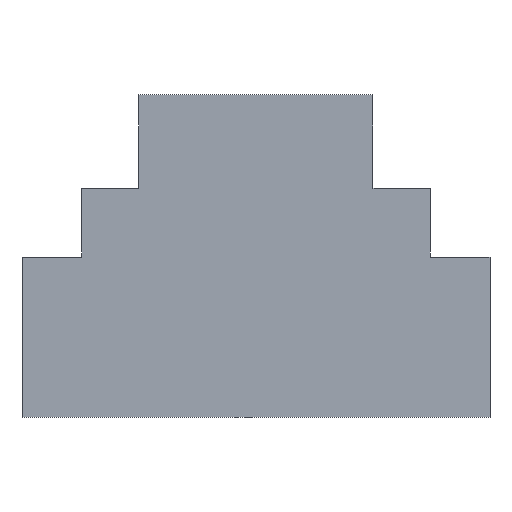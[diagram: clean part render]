
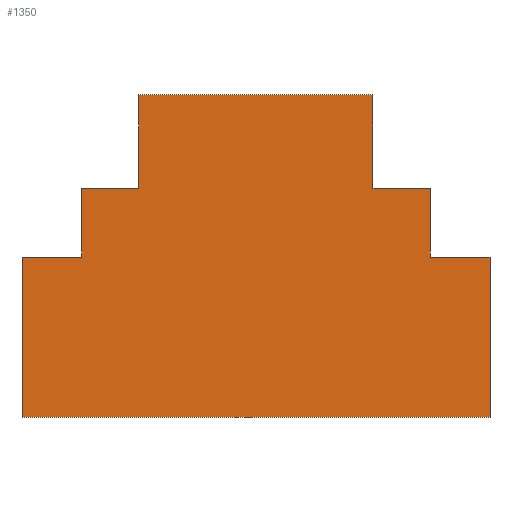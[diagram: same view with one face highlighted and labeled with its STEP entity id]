
A CAD part, left-side view. The second image highlights one B-rep face of the part: STEP entity #1350.
In plain terms, the highlighted planar face has unit normal (-1, 0, 0).
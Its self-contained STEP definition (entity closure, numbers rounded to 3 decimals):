
#1055=CARTESIAN_POINT('',(-90.0,-225.0,0.0));
#1056=VERTEX_POINT('',#1055);
#1057=CARTESIAN_POINT('',(-90.0,-225.0,-180.0));
#1058=VERTEX_POINT('',#1057);
#1059=CARTESIAN_POINT('',(-90.0,-225.0,0.0));
#1060=DIRECTION('',(0.0,0.0,-1.0));
#1061=VECTOR('',#1060,180.0);
#1062=LINE('',#1059,#1061);
#1063=EDGE_CURVE('',#1056,#1058,#1062,.T.);
#1086=CARTESIAN_POINT('',(-90.0,-335.0,-180.0));
#1087=VERTEX_POINT('',#1086);
#1088=CARTESIAN_POINT('',(-90.0,-225.0,-180.0));
#1089=DIRECTION('',(0.0,-1.0,0.0));
#1090=VECTOR('',#1089,110.0);
#1091=LINE('',#1088,#1090);
#1092=EDGE_CURVE('',#1058,#1087,#1091,.T.);
#1110=CARTESIAN_POINT('',(-90.0,-335.0,-312.0));
#1111=VERTEX_POINT('',#1110);
#1112=CARTESIAN_POINT('',(-90.0,-335.0,-180.0));
#1113=DIRECTION('',(0.0,0.0,-1.0));
#1114=VECTOR('',#1113,132.0);
#1115=LINE('',#1112,#1114);
#1116=EDGE_CURVE('',#1087,#1111,#1115,.T.);
#1140=CARTESIAN_POINT('',(-90.0,-450.0,-312.0));
#1141=VERTEX_POINT('',#1140);
#1142=CARTESIAN_POINT('',(-90.0,-335.0,-312.0));
#1143=DIRECTION('',(0.0,-1.0,0.0));
#1144=VECTOR('',#1143,115.0);
#1145=LINE('',#1142,#1144);
#1146=EDGE_CURVE('',#1111,#1141,#1145,.T.);
#1166=CARTESIAN_POINT('',(-90.0,-450.0,-620.0));
#1167=VERTEX_POINT('',#1166);
#1168=CARTESIAN_POINT('',(-90.0,-450.0,-312.0));
#1169=DIRECTION('',(0.0,0.0,-1.0));
#1170=VECTOR('',#1169,308.0);
#1171=LINE('',#1168,#1170);
#1172=EDGE_CURVE('',#1141,#1167,#1171,.T.);
#1198=CARTESIAN_POINT('',(-90.0,450.0,-620.0));
#1199=VERTEX_POINT('',#1198);
#1200=CARTESIAN_POINT('',(-90.0,-450.0,-620.0));
#1201=DIRECTION('',(0.0,1.0,0.0));
#1202=VECTOR('',#1201,900.0);
#1203=LINE('',#1200,#1202);
#1204=EDGE_CURVE('',#1167,#1199,#1203,.T.);
#1222=CARTESIAN_POINT('',(-90.0,335.0,-312.0));
#1223=VERTEX_POINT('',#1222);
#1224=CARTESIAN_POINT('',(-90.0,335.0,-180.0));
#1225=VERTEX_POINT('',#1224);
#1226=CARTESIAN_POINT('',(-90.0,335.0,-312.0));
#1227=DIRECTION('',(0.0,0.0,1.0));
#1228=VECTOR('',#1227,132.0);
#1229=LINE('',#1226,#1228);
#1230=EDGE_CURVE('',#1223,#1225,#1229,.T.);
#1259=CARTESIAN_POINT('',(-90.0,225.0,-180.0));
#1260=VERTEX_POINT('',#1259);
#1261=CARTESIAN_POINT('',(-90.0,335.0,-180.0));
#1262=DIRECTION('',(0.0,-1.0,0.0));
#1263=VECTOR('',#1262,110.0);
#1264=LINE('',#1261,#1263);
#1265=EDGE_CURVE('',#1225,#1260,#1264,.T.);
#1283=CARTESIAN_POINT('',(-90.0,225.0,0.0));
#1284=VERTEX_POINT('',#1283);
#1285=CARTESIAN_POINT('',(-90.0,225.0,-180.0));
#1286=DIRECTION('',(0.0,0.0,1.0));
#1287=VECTOR('',#1286,180.0);
#1288=LINE('',#1285,#1287);
#1289=EDGE_CURVE('',#1260,#1284,#1288,.T.);
#1307=CARTESIAN_POINT('',(-90.0,225.0,0.0));
#1308=DIRECTION('',(0.0,-1.0,0.0));
#1309=VECTOR('',#1308,450.0);
#1310=LINE('',#1307,#1309);
#1311=EDGE_CURVE('',#1284,#1056,#1310,.T.);
#1319=CARTESIAN_POINT('',(-90.0,-225.0,0.0));
#1320=DIRECTION('',(-1.0,0.0,0.0));
#1321=DIRECTION('',(0.0,0.0,1.0));
#1322=AXIS2_PLACEMENT_3D('',#1319,#1320,#1321);
#1323=PLANE('',#1322);
#1324=ORIENTED_EDGE('',*,*,#1063,.F.);
#1325=ORIENTED_EDGE('',*,*,#1311,.F.);
#1326=ORIENTED_EDGE('',*,*,#1289,.F.);
#1327=ORIENTED_EDGE('',*,*,#1265,.F.);
#1328=ORIENTED_EDGE('',*,*,#1230,.F.);
#1329=CARTESIAN_POINT('',(-90.0,450.0,-312.0));
#1330=VERTEX_POINT('',#1329);
#1331=CARTESIAN_POINT('',(-90.0,450.0,-312.0));
#1332=DIRECTION('',(0.0,-1.0,0.0));
#1333=VECTOR('',#1332,115.0);
#1334=LINE('',#1331,#1333);
#1335=EDGE_CURVE('',#1330,#1223,#1334,.T.);
#1336=ORIENTED_EDGE('',*,*,#1335,.F.);
#1337=CARTESIAN_POINT('',(-90.0,450.0,-620.0));
#1338=DIRECTION('',(0.0,0.0,1.0));
#1339=VECTOR('',#1338,308.0);
#1340=LINE('',#1337,#1339);
#1341=EDGE_CURVE('',#1199,#1330,#1340,.T.);
#1342=ORIENTED_EDGE('',*,*,#1341,.F.);
#1343=ORIENTED_EDGE('',*,*,#1204,.F.);
#1344=ORIENTED_EDGE('',*,*,#1172,.F.);
#1345=ORIENTED_EDGE('',*,*,#1146,.F.);
#1346=ORIENTED_EDGE('',*,*,#1116,.F.);
#1347=ORIENTED_EDGE('',*,*,#1092,.F.);
#1348=EDGE_LOOP('',(#1324,#1325,#1326,#1327,#1328,#1336,#1342,#1343,#1344,#1345,#1346,#1347));
#1349=FACE_OUTER_BOUND('',#1348,.T.);
#1350=ADVANCED_FACE('',(#1349),#1323,.T.);
